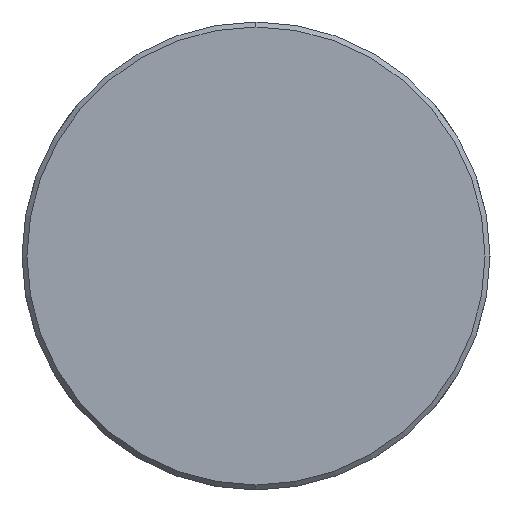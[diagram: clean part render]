
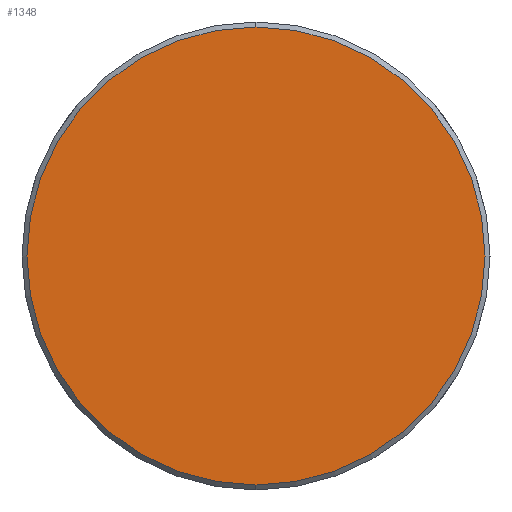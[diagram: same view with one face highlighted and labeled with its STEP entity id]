
A CAD part, left-side view. The second image highlights one B-rep face of the part: STEP entity #1348.
In plain terms, the highlighted planar face has unit normal (-1, 0, 0).
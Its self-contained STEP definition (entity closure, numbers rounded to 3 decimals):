
#116 = AXIS2_PLACEMENT_3D ( 'NONE', #1797, #549, #273 ) ;
#170 = EDGE_CURVE ( 'NONE', #1228, #979, #555, .T. ) ;
#233 = PLANE ( 'NONE',  #1780 ) ;
#273 = DIRECTION ( 'NONE',  ( 0., 0., -1. ) ) ;
#367 = DIRECTION ( 'NONE',  ( -1., 0., 0. ) ) ;
#497 = CARTESIAN_POINT ( 'NONE',  ( -93.35, 0., -46. ) ) ;
#525 = DIRECTION ( 'NONE',  ( 1., 0., 0. ) ) ;
#549 = DIRECTION ( 'NONE',  ( -1., 0., 0. ) ) ;
#555 = CIRCLE ( 'NONE', #1077, 46. ) ;
#574 = EDGE_CURVE ( 'NONE', #979, #1228, #854, .T. ) ;
#658 = CARTESIAN_POINT ( 'NONE',  ( -93.35, 0., 46. ) ) ;
#689 = ORIENTED_EDGE ( 'NONE', *, *, #574, .T. ) ;
#771 = DIRECTION ( 'NONE',  ( 0., 0., -1. ) ) ;
#854 = CIRCLE ( 'NONE', #116, 46. ) ;
#945 = DIRECTION ( 'NONE',  ( 0., 0., -1. ) ) ;
#979 = VERTEX_POINT ( 'NONE', #658 ) ;
#1077 = AXIS2_PLACEMENT_3D ( 'NONE', #1578, #367, #771 ) ;
#1147 = FACE_OUTER_BOUND ( 'NONE', #1795, .T. ) ;
#1228 = VERTEX_POINT ( 'NONE', #497 ) ;
#1348 = ADVANCED_FACE ( 'NONE', ( #1147 ), #233, .F. ) ;
#1544 = ORIENTED_EDGE ( 'NONE', *, *, #170, .T. ) ;
#1578 = CARTESIAN_POINT ( 'NONE',  ( -93.35, 0., 0. ) ) ;
#1591 = CARTESIAN_POINT ( 'NONE',  ( -93.35, -46.552, 46.552 ) ) ;
#1780 = AXIS2_PLACEMENT_3D ( 'NONE', #1591, #525, #945 ) ;
#1795 = EDGE_LOOP ( 'NONE', ( #1544, #689 ) ) ;
#1797 = CARTESIAN_POINT ( 'NONE',  ( -93.35, 0., 0. ) ) ;
